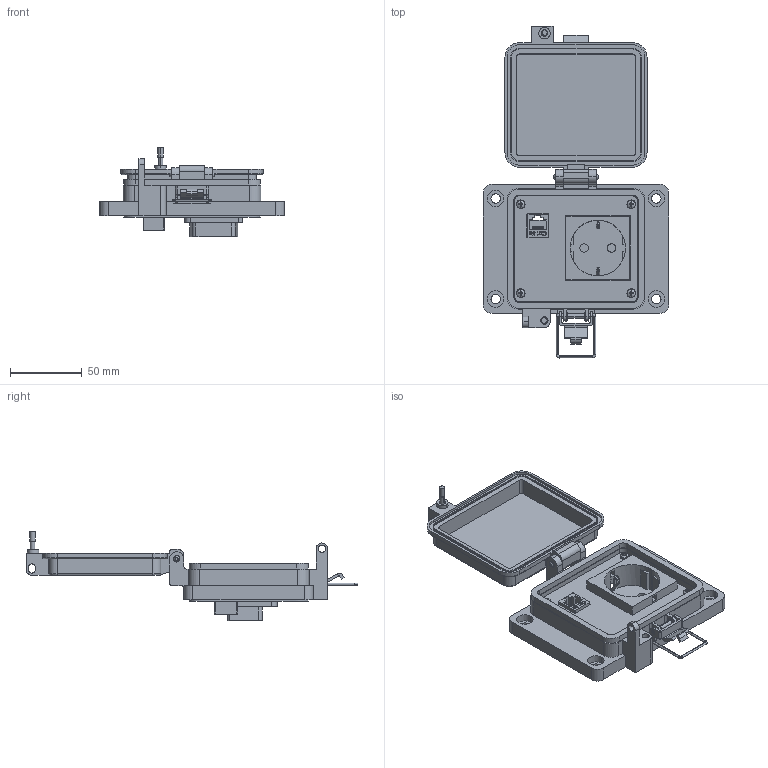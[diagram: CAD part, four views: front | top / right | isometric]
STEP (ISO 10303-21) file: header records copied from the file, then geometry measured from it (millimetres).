
FILE_DESCRIPTION (( 'STEP AP203' ), '1' );
FILE_NAME ('P-R2-K2RE0_3D.STEP', '2021-03-02T21:49:33', ( '' ), ( '' ), 'SwSTEP 2.0', 'SolidWorks 2019', '' );
FILE_SCHEMA (( 'CONFIG_CONTROL_DESIGN' ));
Length unit declared in the file: millimetre
Products named in the file (12): P-R2-K2RE0_FP060_1; R2; Z-200-OTLT-RE; Z-000-4243316TFP; RE; P-R2-K2RE0_TP060_1; Z-300-RJ45CAT5; Z-H-K2_B; P-R2-K2RE0_BP180_1; 92005A124_METRIC PAN HEAD PHILLIPS MACHINE SCREW_92005A124; -K2; P-R2-K2RE0_3D
Assembly tree (16 placements, depth 3):
  P-R2-K2RE0_3D
    P-R2-K2RE0_BP180_1
    P-R2-K2RE0_TP060_1
    Z-000-4243316TFP  x3
    P-R2-K2RE0_FP060_1
    RE
      Z-200-OTLT-RE
    R2
      Z-300-RJ45CAT5
    -K2
      Z-H-K2_B
    92005A124_METRIC PAN HEAD PHILLIPS MACHINE SCREW_92005A124  x4
Bounding box: 129 x 231.28 x 62.24 mm (x, y, z)
Volume: 192714.4 mm3; surface area: 113586.1 mm2
Topology: 22 solids, 22 shells, 2003 faces, 5662 edges, 3750 vertices
Faces by surface type: cylinder 909, plane 747, bspline 236, cone 71, torus 32, sphere 8
Entity records: 53969 total; most frequent: CARTESIAN_POINT 19487, ORIENTED_EDGE 7500, DIRECTION 6068, EDGE_CURVE 3750, VERTEX_POINT 2483, VECTOR 2248, LINE 2248, AXIS2_PLACEMENT_3D 1910
